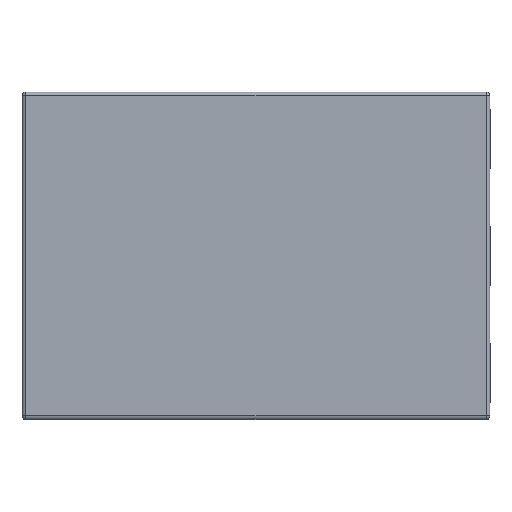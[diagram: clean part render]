
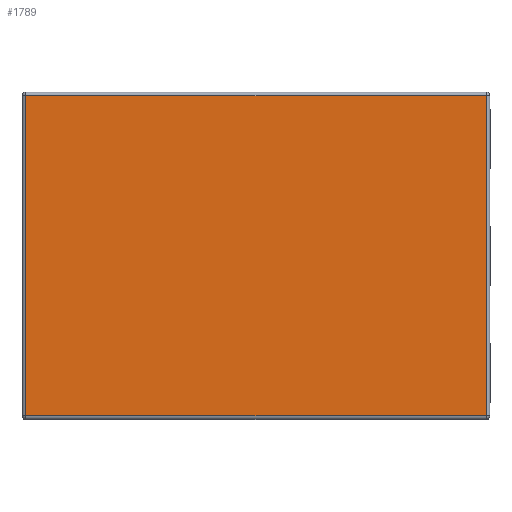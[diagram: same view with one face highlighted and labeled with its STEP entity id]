
A CAD part, top view. The second image highlights one B-rep face of the part: STEP entity #1789.
In plain terms, the highlighted planar face has unit normal (0, 0, 1).
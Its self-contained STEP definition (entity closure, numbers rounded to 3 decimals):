
#175=FACE_OUTER_BOUND('',#283,.T.);
#283=EDGE_LOOP('',(#1416,#1417,#1418,#1419));
#440=LINE('',#2810,#640);
#445=LINE('',#2831,#645);
#446=LINE('',#2833,#646);
#448=LINE('',#2836,#648);
#640=VECTOR('',#2273,10.);
#645=VECTOR('',#2300,10.);
#646=VECTOR('',#2303,10.);
#648=VECTOR('',#2307,10.);
#823=VERTEX_POINT('',#2793);
#825=VERTEX_POINT('',#2802);
#828=VERTEX_POINT('',#2814);
#831=VERTEX_POINT('',#2824);
#1032=EDGE_CURVE('',#823,#825,#440,.T.);
#1043=EDGE_CURVE('',#825,#831,#445,.T.);
#1044=EDGE_CURVE('',#831,#828,#446,.T.);
#1046=EDGE_CURVE('',#828,#823,#448,.T.);
#1416=ORIENTED_EDGE('',*,*,#1032,.F.);
#1417=ORIENTED_EDGE('',*,*,#1046,.F.);
#1418=ORIENTED_EDGE('',*,*,#1044,.F.);
#1419=ORIENTED_EDGE('',*,*,#1043,.F.);
#1690=PLANE('',#1954);
#1789=ADVANCED_FACE('',(#175),#1690,.T.);
#1954=AXIS2_PLACEMENT_3D('',#2839,#2311,#2312);
#2273=DIRECTION('',(1.,0.,0.));
#2300=DIRECTION('',(0.,-1.,0.));
#2303=DIRECTION('',(-1.,0.,0.));
#2307=DIRECTION('',(0.,1.,0.));
#2311=DIRECTION('center_axis',(0.,0.,1.));
#2312=DIRECTION('ref_axis',(1.,0.,0.));
#2793=CARTESIAN_POINT('',(-0.985,0.685,0.9));
#2802=CARTESIAN_POINT('',(0.985,0.685,0.9));
#2810=CARTESIAN_POINT('',(0.5,0.685,0.9));
#2814=CARTESIAN_POINT('',(-0.985,-0.685,0.9));
#2824=CARTESIAN_POINT('',(0.985,-0.685,0.9));
#2831=CARTESIAN_POINT('',(0.985,-0.35,0.9));
#2833=CARTESIAN_POINT('',(-0.5,-0.685,0.9));
#2836=CARTESIAN_POINT('',(-0.985,0.35,0.9));
#2839=CARTESIAN_POINT('Origin',(0.,0.,0.9));
